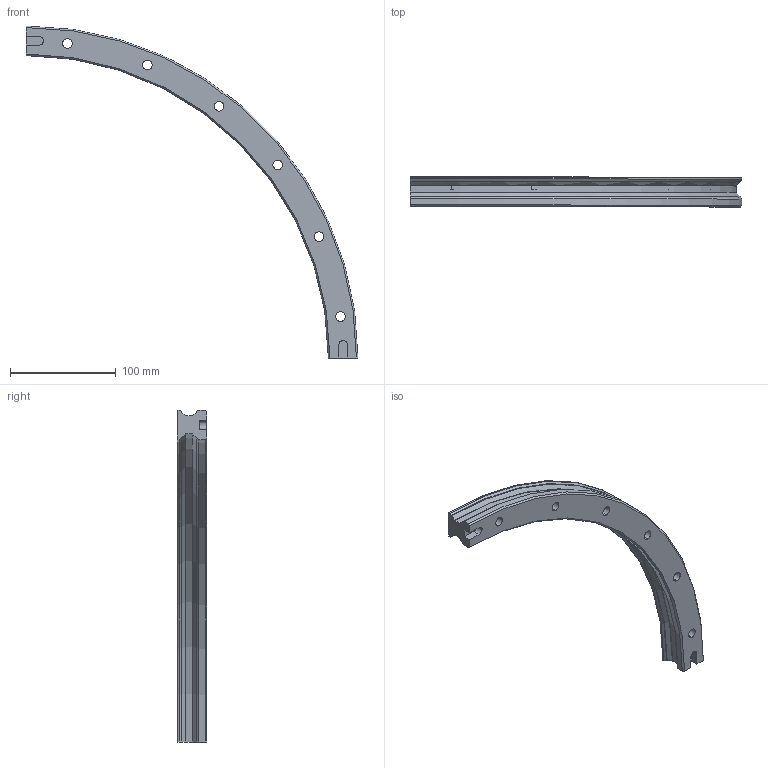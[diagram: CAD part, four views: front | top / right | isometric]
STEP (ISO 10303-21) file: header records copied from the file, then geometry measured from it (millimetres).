
FILE_DESCRIPTION (( 'STEP AP203' ), '1' );
FILE_NAME ('RCW-03-090-300-A3.STEP', '2022-12-07T12:28:09', ( '' ), ( '' ), 'SwSTEP 2.0', 'SolidWorks 2020', '' );
FILE_SCHEMA (( 'CONFIG_CONTROL_DESIGN' ));
Length unit declared in the file: millimetre
Products named in the file (1): RCW-03-090-300-A3
Bounding box: 314 x 28 x 314 mm (x, y, z)
Volume: 285663 mm3; surface area: 62510.8 mm2
Topology: 1 solids, 1 shells, 68 faces, 180 edges, 120 vertices
Faces by surface type: cylinder 32, plane 16, cone 12, torus 8
Entity records: 2261 total; most frequent: DIRECTION 414, CARTESIAN_POINT 369, ORIENTED_EDGE 360, EDGE_CURVE 180, AXIS2_PLACEMENT_3D 165, VERTEX_POINT 120, CIRCLE 96, EDGE_LOOP 86
